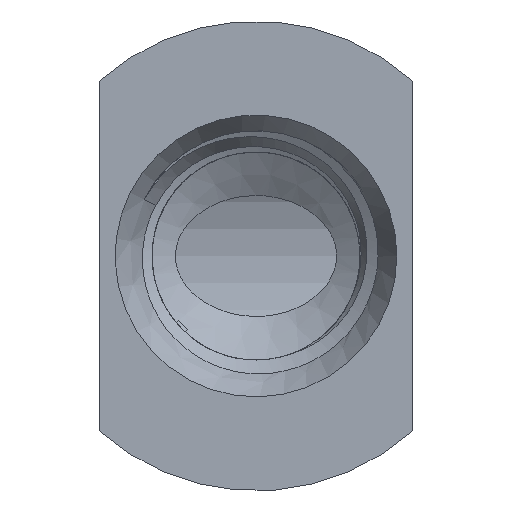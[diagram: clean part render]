
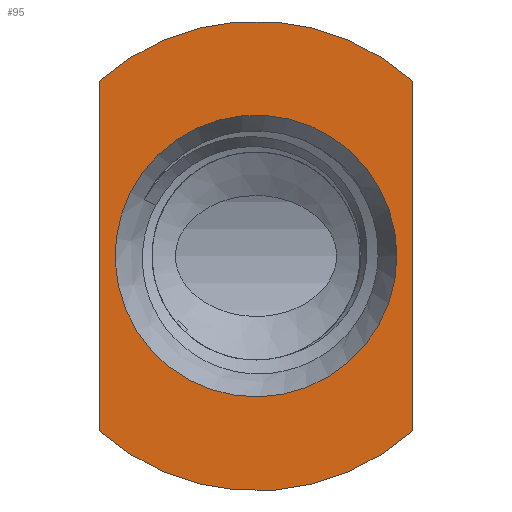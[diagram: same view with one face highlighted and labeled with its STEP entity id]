
A CAD part, left-side view. The second image highlights one B-rep face of the part: STEP entity #95.
In plain terms, the highlighted planar face has unit normal (-1, 0, 0).
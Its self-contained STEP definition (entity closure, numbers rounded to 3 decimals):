
#49=PLANE('',#326);
#52=LINE('',#477,#61);
#56=LINE('',#493,#65);
#61=VECTOR('',#347,1.);
#65=VECTOR('',#361,1.);
#95=ADVANCED_FACE('',(#123,#124),#49,.T.);
#123=FACE_BOUND('',#141,.T.);
#124=FACE_BOUND('',#142,.T.);
#141=EDGE_LOOP('',(#185,#186,#187,#188));
#142=EDGE_LOOP('',(#189));
#185=ORIENTED_EDGE('',*,*,#264,.T.);
#186=ORIENTED_EDGE('',*,*,#278,.T.);
#187=ORIENTED_EDGE('',*,*,#257,.T.);
#188=ORIENTED_EDGE('',*,*,#279,.T.);
#189=ORIENTED_EDGE('',*,*,#270,.T.);
#229=VERTEX_POINT('',#475);
#231=VERTEX_POINT('',#478);
#235=VERTEX_POINT('',#488);
#237=VERTEX_POINT('',#492);
#243=VERTEX_POINT('',#513);
#257=EDGE_CURVE('',#231,#229,#52,.T.);
#264=EDGE_CURVE('',#235,#237,#56,.T.);
#270=EDGE_CURVE('',#243,#243,#297,.T.);
#278=EDGE_CURVE('',#237,#231,#300,.T.);
#279=EDGE_CURVE('',#229,#235,#301,.T.);
#297=CIRCLE('',#319,4.5);
#300=CIRCLE('',#324,7.5);
#301=CIRCLE('',#325,7.5);
#319=AXIS2_PLACEMENT_3D('',#512,#371,#372);
#324=AXIS2_PLACEMENT_3D('',#1614,#382,#383);
#325=AXIS2_PLACEMENT_3D('',#1615,#384,#385);
#326=AXIS2_PLACEMENT_3D('',#1616,#386,#387);
#347=DIRECTION('',(0.,0.,-1.));
#361=DIRECTION('',(0.,0.,1.));
#371=DIRECTION('',(1.,0.,0.));
#372=DIRECTION('',(0.,-1.,0.));
#382=DIRECTION('',(-1.,0.,0.));
#383=DIRECTION('',(0.,-1.,0.));
#384=DIRECTION('',(-1.,0.,0.));
#385=DIRECTION('',(0.,-1.,0.));
#386=DIRECTION('',(-1.,0.,0.));
#387=DIRECTION('',(0.,0.,1.));
#475=CARTESIAN_POINT('',(0.,5.,-5.59));
#477=CARTESIAN_POINT('',(0.,5.,0.));
#478=CARTESIAN_POINT('',(0.,5.,5.59));
#488=CARTESIAN_POINT('',(0.,-5.,-5.59));
#492=CARTESIAN_POINT('',(0.,-5.,5.59));
#493=CARTESIAN_POINT('',(0.,-5.,0.));
#512=CARTESIAN_POINT('',(0.,0.,0.));
#513=CARTESIAN_POINT('',(0.,-4.5,0.));
#1614=CARTESIAN_POINT('',(0.,0.,0.));
#1615=CARTESIAN_POINT('',(0.,0.,0.));
#1616=CARTESIAN_POINT('',(0.,-3.75,0.));
